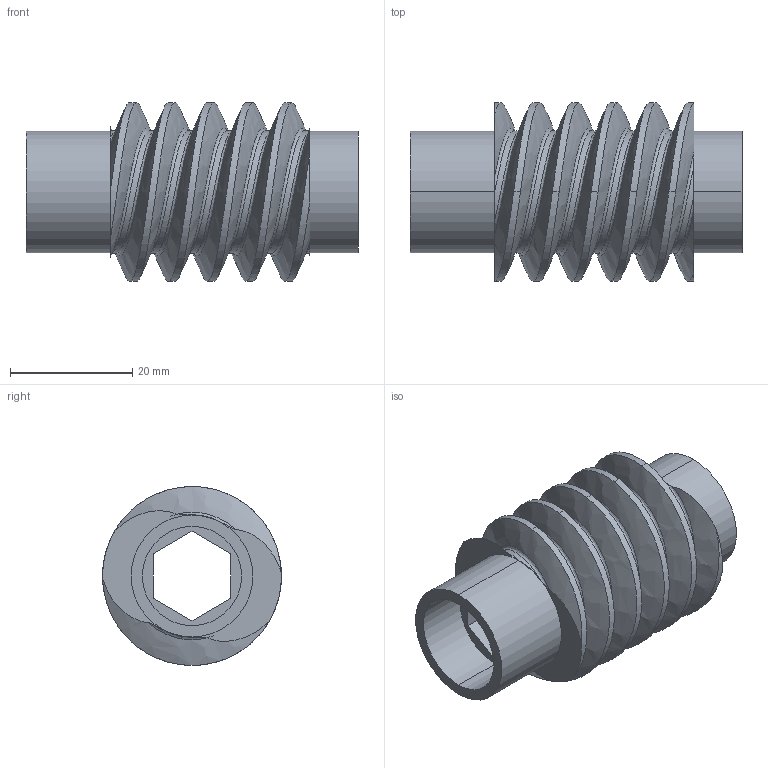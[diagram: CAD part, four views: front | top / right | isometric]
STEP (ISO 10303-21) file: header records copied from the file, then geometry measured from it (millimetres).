
FILE_DESCRIPTION (( 'STEP AP214' ), '1' );
FILE_NAME ('am-0934 Worm gear, worm for worm box.STEP', '2014-09-11T18:44:00', ( '' ), ( '' ), 'SwSTEP 2.0', 'SolidWorks 2014', '' );
FILE_SCHEMA (( 'AUTOMOTIVE_DESIGN' ));
Length unit declared in the file: inch
Products named in the file (1): am-0934 Worm gear, worm for worm box
Bounding box: 54.36 x 29.29 x 29.29 mm (x, y, z)
Volume: 14399.2 mm3; surface area: 9533.8 mm2
Topology: 1 solids, 1 shells, 39 faces, 102 edges, 68 vertices
Faces by surface type: cylinder 18, plane 11, bspline 10
Entity records: 8268 total; most frequent: CARTESIAN_POINT 7418, ORIENTED_EDGE 204, DIRECTION 126, EDGE_CURVE 102, VERTEX_POINT 68, AXIS2_PLACEMENT_3D 46, EDGE_LOOP 44, FACE_OUTER_BOUND 39
